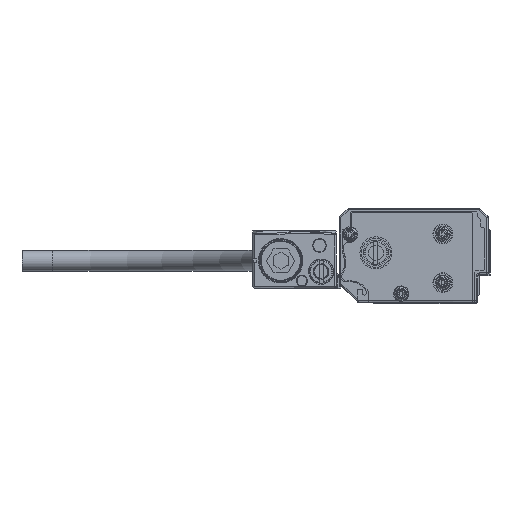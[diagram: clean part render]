
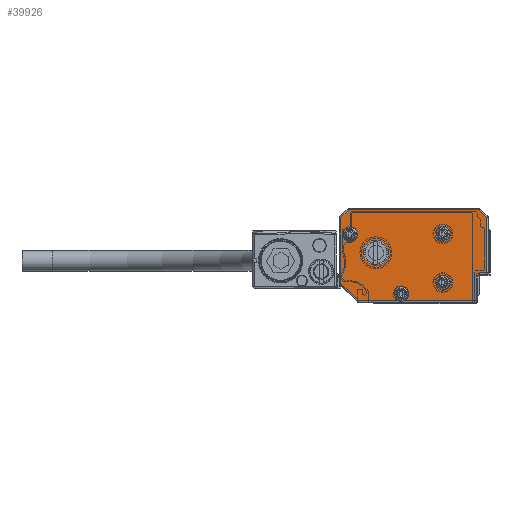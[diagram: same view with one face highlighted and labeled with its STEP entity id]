
A CAD part, left-side view. The second image highlights one B-rep face of the part: STEP entity #39926.
In plain terms, the highlighted planar face has unit normal (-1, 0, 0).
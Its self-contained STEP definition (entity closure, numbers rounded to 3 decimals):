
#39711=AXIS2_PLACEMENT_3D('Circle Axis2P3D',#39709,#39710,$) ;
#39739=AXIS2_PLACEMENT_3D('Circle Axis2P3D',#39737,#39738,$) ;
#39754=AXIS2_PLACEMENT_3D('Plane Axis2P3D',#39751,#39752,#39753) ;
#39758=AXIS2_PLACEMENT_3D('Circle Axis2P3D',#39756,#39757,$) ;
#39765=AXIS2_PLACEMENT_3D('Circle Axis2P3D',#39763,#39764,$) ;
#39772=AXIS2_PLACEMENT_3D('Circle Axis2P3D',#39770,#39771,$) ;
#39784=AXIS2_PLACEMENT_3D('Circle Axis2P3D',#39782,#39783,$) ;
#39856=AXIS2_PLACEMENT_3D('Circle Axis2P3D',#39854,#39855,$) ;
#39865=AXIS2_PLACEMENT_3D('Circle Axis2P3D',#39863,#39864,$) ;
#39874=AXIS2_PLACEMENT_3D('Circle Axis2P3D',#39872,#39873,$) ;
#39883=AXIS2_PLACEMENT_3D('Circle Axis2P3D',#39881,#39882,$) ;
#39892=AXIS2_PLACEMENT_3D('Circle Axis2P3D',#39890,#39891,$) ;
#39901=AXIS2_PLACEMENT_3D('Circle Axis2P3D',#39899,#39900,$) ;
#39910=AXIS2_PLACEMENT_3D('Circle Axis2P3D',#39908,#39909,$) ;
#39919=AXIS2_PLACEMENT_3D('Circle Axis2P3D',#39917,#39918,$) ;
#34155=CARTESIAN_POINT('Vertex',(-973.,8.4,-1.)) ;
#34157=CARTESIAN_POINT('Vertex',(-973.,7.,-1.)) ;
#34160=CARTESIAN_POINT('Line Origine',(-973.,3.5,-1.)) ;
#34164=CARTESIAN_POINT('Vertex',(-973.,21.793,-1.)) ;
#34176=CARTESIAN_POINT('Vertex',(-973.,-17.,-1.)) ;
#34179=CARTESIAN_POINT('Line Origine',(-973.,3.5,-1.)) ;
#39709=CARTESIAN_POINT('Axis2P3D Location',(-973.,7.7,1.4)) ;
#39713=CARTESIAN_POINT('Vertex',(-973.,5.2,1.4)) ;
#39734=CARTESIAN_POINT('Vertex',(-973.,9.894,0.201)) ;
#39737=CARTESIAN_POINT('Axis2P3D Location',(-973.,7.7,1.4)) ;
#39751=CARTESIAN_POINT('Axis2P3D Location',(-973.,-21.5,13.5)) ;
#39756=CARTESIAN_POINT('Axis2P3D Location',(-973.,7.7,1.4)) ;
#39760=CARTESIAN_POINT('Vertex',(-973.,10.2,1.4)) ;
#39763=CARTESIAN_POINT('Axis2P3D Location',(-973.,7.7,1.4)) ;
#39767=CARTESIAN_POINT('Vertex',(-973.,5.506,2.599)) ;
#39770=CARTESIAN_POINT('Axis2P3D Location',(-973.,7.7,1.4)) ;
#39775=CARTESIAN_POINT('Line Origine',(-973.,-17.,3.1)) ;
#39779=CARTESIAN_POINT('Vertex',(-973.,-17.,7.2)) ;
#39782=CARTESIAN_POINT('Axis2P3D Location',(-973.,-18.,7.2)) ;
#39786=CARTESIAN_POINT('Vertex',(-973.,-18.,8.2)) ;
#39789=CARTESIAN_POINT('Line Origine',(-973.,-19.25,8.2)) ;
#39793=CARTESIAN_POINT('Vertex',(-973.,-20.5,8.2)) ;
#39796=CARTESIAN_POINT('Line Origine',(-973.,-20.5,17.246)) ;
#39800=CARTESIAN_POINT('Vertex',(-973.,-20.5,26.293)) ;
#39803=CARTESIAN_POINT('Line Origine',(-973.,-19.146,27.646)) ;
#39807=CARTESIAN_POINT('Vertex',(-973.,-17.793,29.)) ;
#39810=CARTESIAN_POINT('Line Origine',(-973.,3.5,29.)) ;
#39814=CARTESIAN_POINT('Vertex',(-973.,24.793,29.)) ;
#39817=CARTESIAN_POINT('Line Origine',(-973.,26.146,27.646)) ;
#39821=CARTESIAN_POINT('Vertex',(-973.,27.5,26.293)) ;
#39824=CARTESIAN_POINT('Line Origine',(-973.,27.5,15.5)) ;
#39828=CARTESIAN_POINT('Vertex',(-973.,27.5,4.707)) ;
#39831=CARTESIAN_POINT('Line Origine',(-973.,24.646,1.854)) ;
#39854=CARTESIAN_POINT('Axis2P3D Location',(-973.,-6.,5.)) ;
#39858=CARTESIAN_POINT('Vertex',(-973.,-3.806,3.801)) ;
#39860=CARTESIAN_POINT('Vertex',(-973.,-8.194,6.199)) ;
#39863=CARTESIAN_POINT('Axis2P3D Location',(-973.,-6.,5.)) ;
#39872=CARTESIAN_POINT('Axis2P3D Location',(-973.,16.,14.8)) ;
#39876=CARTESIAN_POINT('Vertex',(-973.,11.85,14.8)) ;
#39878=CARTESIAN_POINT('Vertex',(-973.,20.15,14.8)) ;
#39881=CARTESIAN_POINT('Axis2P3D Location',(-973.,16.,14.8)) ;
#39890=CARTESIAN_POINT('Axis2P3D Location',(-973.,-6.,21.)) ;
#39894=CARTESIAN_POINT('Vertex',(-973.,-8.194,22.199)) ;
#39896=CARTESIAN_POINT('Vertex',(-973.,-3.806,19.801)) ;
#39899=CARTESIAN_POINT('Axis2P3D Location',(-973.,-6.,21.)) ;
#39908=CARTESIAN_POINT('Axis2P3D Location',(-973.,24.5,20.9)) ;
#39912=CARTESIAN_POINT('Vertex',(-973.,22.306,22.099)) ;
#39914=CARTESIAN_POINT('Vertex',(-973.,26.694,19.701)) ;
#39917=CARTESIAN_POINT('Axis2P3D Location',(-973.,24.5,20.9)) ;
#34161=DIRECTION('Vector Direction',(0.,1.,0.)) ;
#34180=DIRECTION('Vector Direction',(0.,1.,0.)) ;
#39710=DIRECTION('Axis2P3D Direction',(-1.,0.,0.)) ;
#39738=DIRECTION('Axis2P3D Direction',(-1.,0.,0.)) ;
#39752=DIRECTION('Axis2P3D Direction',(1.,0.,0.)) ;
#39753=DIRECTION('Axis2P3D XDirection',(0.,1.,0.)) ;
#39757=DIRECTION('Axis2P3D Direction',(1.,0.,0.)) ;
#39764=DIRECTION('Axis2P3D Direction',(1.,0.,0.)) ;
#39771=DIRECTION('Axis2P3D Direction',(1.,0.,0.)) ;
#39776=DIRECTION('Vector Direction',(0.,0.,1.)) ;
#39783=DIRECTION('Axis2P3D Direction',(1.,0.,0.)) ;
#39790=DIRECTION('Vector Direction',(0.,-1.,0.)) ;
#39797=DIRECTION('Vector Direction',(0.,0.,1.)) ;
#39804=DIRECTION('Vector Direction',(0.,-0.707,-0.707)) ;
#39811=DIRECTION('Vector Direction',(0.,1.,0.)) ;
#39818=DIRECTION('Vector Direction',(0.,0.707,-0.707)) ;
#39825=DIRECTION('Vector Direction',(0.,0.,-1.)) ;
#39832=DIRECTION('Vector Direction',(0.,-0.707,-0.707)) ;
#39855=DIRECTION('Axis2P3D Direction',(1.,0.,0.)) ;
#39864=DIRECTION('Axis2P3D Direction',(1.,0.,0.)) ;
#39873=DIRECTION('Axis2P3D Direction',(1.,0.,0.)) ;
#39882=DIRECTION('Axis2P3D Direction',(1.,0.,0.)) ;
#39891=DIRECTION('Axis2P3D Direction',(1.,0.,0.)) ;
#39900=DIRECTION('Axis2P3D Direction',(1.,0.,0.)) ;
#39909=DIRECTION('Axis2P3D Direction',(1.,0.,0.)) ;
#39918=DIRECTION('Axis2P3D Direction',(1.,0.,0.)) ;
#34162=VECTOR('Line Direction',#34161,1.) ;
#34181=VECTOR('Line Direction',#34180,1.) ;
#39777=VECTOR('Line Direction',#39776,1.) ;
#39791=VECTOR('Line Direction',#39790,1.) ;
#39798=VECTOR('Line Direction',#39797,1.) ;
#39805=VECTOR('Line Direction',#39804,1.) ;
#39812=VECTOR('Line Direction',#39811,1.) ;
#39819=VECTOR('Line Direction',#39818,1.) ;
#39826=VECTOR('Line Direction',#39825,1.) ;
#39833=VECTOR('Line Direction',#39832,1.) ;
#39837=ORIENTED_EDGE('',*,*,#39741,.T.) ;
#39838=ORIENTED_EDGE('',*,*,#39762,.T.) ;
#39839=ORIENTED_EDGE('',*,*,#39769,.T.) ;
#39840=ORIENTED_EDGE('',*,*,#39774,.T.) ;
#39841=ORIENTED_EDGE('',*,*,#39715,.T.) ;
#39842=ORIENTED_EDGE('',*,*,#34183,.F.) ;
#39843=ORIENTED_EDGE('',*,*,#39781,.F.) ;
#39844=ORIENTED_EDGE('',*,*,#39788,.F.) ;
#39845=ORIENTED_EDGE('',*,*,#39795,.F.) ;
#39846=ORIENTED_EDGE('',*,*,#39802,.F.) ;
#39847=ORIENTED_EDGE('',*,*,#39809,.F.) ;
#39848=ORIENTED_EDGE('',*,*,#39816,.F.) ;
#39849=ORIENTED_EDGE('',*,*,#39823,.F.) ;
#39850=ORIENTED_EDGE('',*,*,#39830,.F.) ;
#39851=ORIENTED_EDGE('',*,*,#39835,.F.) ;
#39852=ORIENTED_EDGE('',*,*,#34166,.F.) ;
#39869=ORIENTED_EDGE('',*,*,#39862,.T.) ;
#39870=ORIENTED_EDGE('',*,*,#39867,.T.) ;
#39887=ORIENTED_EDGE('',*,*,#39880,.T.) ;
#39888=ORIENTED_EDGE('',*,*,#39885,.T.) ;
#39905=ORIENTED_EDGE('',*,*,#39898,.T.) ;
#39906=ORIENTED_EDGE('',*,*,#39903,.T.) ;
#39923=ORIENTED_EDGE('',*,*,#39916,.T.) ;
#39924=ORIENTED_EDGE('',*,*,#39921,.T.) ;
#39871=FACE_BOUND('',#39868,.T.) ;
#39889=FACE_BOUND('',#39886,.T.) ;
#39907=FACE_BOUND('',#39904,.T.) ;
#39925=FACE_BOUND('',#39922,.T.) ;
#39926=ADVANCED_FACE('\X2\FF8AFF9FFF70FF82\X0\ \X2\FF8EFF9EFF83FF9EFF68FF70\X0\',(#39853,#39871,#39889,#39907,#39925),#39755,.F.) ;
#39712=CIRCLE('generated circle',#39711,2.5) ;
#39740=CIRCLE('generated circle',#39739,2.5) ;
#39759=CIRCLE('generated circle',#39758,2.5) ;
#39766=CIRCLE('generated circle',#39765,2.5) ;
#39773=CIRCLE('generated circle',#39772,2.5) ;
#39785=CIRCLE('generated circle',#39784,1.) ;
#39857=CIRCLE('generated circle',#39856,2.5) ;
#39866=CIRCLE('generated circle',#39865,2.5) ;
#39875=CIRCLE('generated circle',#39874,4.15) ;
#39884=CIRCLE('generated circle',#39883,4.15) ;
#39893=CIRCLE('generated circle',#39892,2.5) ;
#39902=CIRCLE('generated circle',#39901,2.5) ;
#39911=CIRCLE('generated circle',#39910,2.5) ;
#39920=CIRCLE('generated circle',#39919,2.5) ;
#34166=EDGE_CURVE('',#34156,#34165,#34163,.T.) ;
#34183=EDGE_CURVE('',#34177,#34158,#34182,.T.) ;
#39715=EDGE_CURVE('',#39714,#34158,#39712,.F.) ;
#39741=EDGE_CURVE('',#34156,#39735,#39740,.F.) ;
#39762=EDGE_CURVE('',#39735,#39761,#39759,.T.) ;
#39769=EDGE_CURVE('',#39761,#39768,#39766,.T.) ;
#39774=EDGE_CURVE('',#39768,#39714,#39773,.T.) ;
#39781=EDGE_CURVE('',#39780,#34177,#39778,.F.) ;
#39788=EDGE_CURVE('',#39787,#39780,#39785,.F.) ;
#39795=EDGE_CURVE('',#39794,#39787,#39792,.F.) ;
#39802=EDGE_CURVE('',#39801,#39794,#39799,.F.) ;
#39809=EDGE_CURVE('',#39808,#39801,#39806,.T.) ;
#39816=EDGE_CURVE('',#39815,#39808,#39813,.F.) ;
#39823=EDGE_CURVE('',#39822,#39815,#39820,.F.) ;
#39830=EDGE_CURVE('',#39829,#39822,#39827,.F.) ;
#39835=EDGE_CURVE('',#34165,#39829,#39834,.F.) ;
#39862=EDGE_CURVE('',#39859,#39861,#39857,.T.) ;
#39867=EDGE_CURVE('',#39861,#39859,#39866,.T.) ;
#39880=EDGE_CURVE('',#39877,#39879,#39875,.T.) ;
#39885=EDGE_CURVE('',#39879,#39877,#39884,.T.) ;
#39898=EDGE_CURVE('',#39895,#39897,#39893,.T.) ;
#39903=EDGE_CURVE('',#39897,#39895,#39902,.T.) ;
#39916=EDGE_CURVE('',#39913,#39915,#39911,.T.) ;
#39921=EDGE_CURVE('',#39915,#39913,#39920,.T.) ;
#39836=EDGE_LOOP('',(#39837,#39838,#39839,#39840,#39841,#39842,#39843,#39844,#39845,#39846,#39847,#39848,#39849,#39850,#39851,#39852)) ;
#39868=EDGE_LOOP('',(#39869,#39870)) ;
#39886=EDGE_LOOP('',(#39887,#39888)) ;
#39904=EDGE_LOOP('',(#39905,#39906)) ;
#39922=EDGE_LOOP('',(#39923,#39924)) ;
#39853=FACE_OUTER_BOUND('',#39836,.T.) ;
#34163=LINE('Line',#34160,#34162) ;
#34182=LINE('Line',#34179,#34181) ;
#39778=LINE('Line',#39775,#39777) ;
#39792=LINE('Line',#39789,#39791) ;
#39799=LINE('Line',#39796,#39798) ;
#39806=LINE('Line',#39803,#39805) ;
#39813=LINE('Line',#39810,#39812) ;
#39820=LINE('Line',#39817,#39819) ;
#39827=LINE('Line',#39824,#39826) ;
#39834=LINE('Line',#39831,#39833) ;
#39755=PLANE('Plane',#39754) ;
#34156=VERTEX_POINT('',#34155) ;
#34158=VERTEX_POINT('',#34157) ;
#34165=VERTEX_POINT('',#34164) ;
#34177=VERTEX_POINT('',#34176) ;
#39714=VERTEX_POINT('',#39713) ;
#39735=VERTEX_POINT('',#39734) ;
#39761=VERTEX_POINT('',#39760) ;
#39768=VERTEX_POINT('',#39767) ;
#39780=VERTEX_POINT('',#39779) ;
#39787=VERTEX_POINT('',#39786) ;
#39794=VERTEX_POINT('',#39793) ;
#39801=VERTEX_POINT('',#39800) ;
#39808=VERTEX_POINT('',#39807) ;
#39815=VERTEX_POINT('',#39814) ;
#39822=VERTEX_POINT('',#39821) ;
#39829=VERTEX_POINT('',#39828) ;
#39859=VERTEX_POINT('',#39858) ;
#39861=VERTEX_POINT('',#39860) ;
#39877=VERTEX_POINT('',#39876) ;
#39879=VERTEX_POINT('',#39878) ;
#39895=VERTEX_POINT('',#39894) ;
#39897=VERTEX_POINT('',#39896) ;
#39913=VERTEX_POINT('',#39912) ;
#39915=VERTEX_POINT('',#39914) ;
